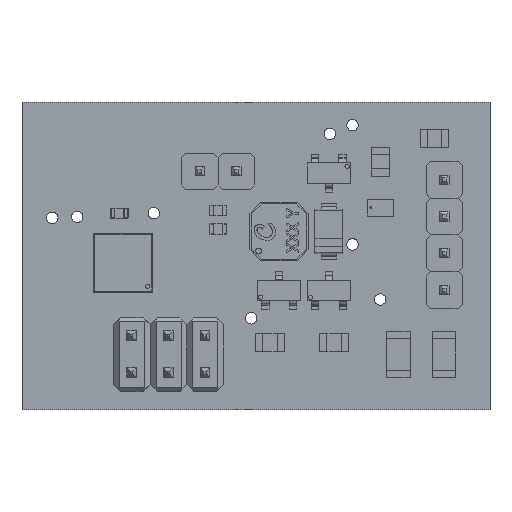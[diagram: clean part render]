
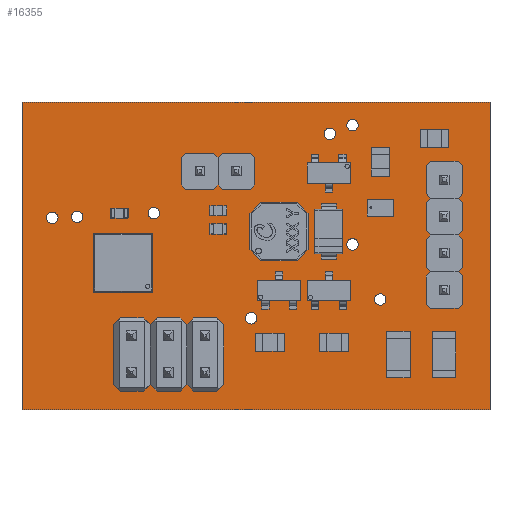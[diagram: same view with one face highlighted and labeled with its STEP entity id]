
A CAD part, top view. The second image highlights one B-rep face of the part: STEP entity #16355.
In plain terms, the highlighted planar face has unit normal (0, 0, 1).
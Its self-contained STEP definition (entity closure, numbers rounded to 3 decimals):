
#352=FACE_BOUND('',#2565,.T.);
#353=FACE_BOUND('',#2566,.T.);
#354=FACE_BOUND('',#2567,.T.);
#355=FACE_BOUND('',#2568,.T.);
#356=FACE_BOUND('',#2569,.T.);
#357=FACE_BOUND('',#2570,.T.);
#358=FACE_BOUND('',#2571,.T.);
#359=FACE_BOUND('',#2572,.T.);
#360=FACE_BOUND('',#2573,.T.);
#361=FACE_BOUND('',#2574,.T.);
#362=FACE_BOUND('',#2575,.T.);
#363=FACE_BOUND('',#2576,.T.);
#364=FACE_BOUND('',#2577,.T.);
#365=FACE_BOUND('',#2578,.T.);
#366=FACE_BOUND('',#2579,.T.);
#367=FACE_BOUND('',#2580,.T.);
#368=FACE_BOUND('',#2581,.T.);
#369=FACE_BOUND('',#2582,.T.);
#370=FACE_BOUND('',#2583,.T.);
#371=FACE_BOUND('',#2584,.T.);
#662=CIRCLE('',#17631,0.4);
#664=CIRCLE('',#17634,0.4);
#666=CIRCLE('',#17637,0.4);
#668=CIRCLE('',#17640,0.4);
#670=CIRCLE('',#17643,0.508);
#672=CIRCLE('',#17646,0.508);
#674=CIRCLE('',#17649,0.508);
#676=CIRCLE('',#17652,0.508);
#678=CIRCLE('',#17655,0.508);
#680=CIRCLE('',#17658,0.508);
#682=CIRCLE('',#17661,0.508);
#684=CIRCLE('',#17664,0.508);
#686=CIRCLE('',#17667,0.508);
#688=CIRCLE('',#17670,0.508);
#690=CIRCLE('',#17673,0.508);
#692=CIRCLE('',#17676,0.508);
#694=CIRCLE('',#17679,0.4);
#696=CIRCLE('',#17682,0.4);
#698=CIRCLE('',#17685,0.4);
#700=CIRCLE('',#17688,0.4);
#1650=FACE_OUTER_BOUND('',#2564,.T.);
#2564=EDGE_LOOP('',(#14258,#14259,#14260,#14261));
#2565=EDGE_LOOP('',(#14262));
#2566=EDGE_LOOP('',(#14263));
#2567=EDGE_LOOP('',(#14264));
#2568=EDGE_LOOP('',(#14265));
#2569=EDGE_LOOP('',(#14266));
#2570=EDGE_LOOP('',(#14267));
#2571=EDGE_LOOP('',(#14268));
#2572=EDGE_LOOP('',(#14269));
#2573=EDGE_LOOP('',(#14270));
#2574=EDGE_LOOP('',(#14271));
#2575=EDGE_LOOP('',(#14272));
#2576=EDGE_LOOP('',(#14273));
#2577=EDGE_LOOP('',(#14274));
#2578=EDGE_LOOP('',(#14275));
#2579=EDGE_LOOP('',(#14276));
#2580=EDGE_LOOP('',(#14277));
#2581=EDGE_LOOP('',(#14278));
#2582=EDGE_LOOP('',(#14279));
#2583=EDGE_LOOP('',(#14280));
#2584=EDGE_LOOP('',(#14281));
#4470=LINE('',#27952,#6344);
#4473=LINE('',#27958,#6347);
#4476=LINE('',#27964,#6350);
#4479=LINE('',#27968,#6353);
#6344=VECTOR('',#21784,10.);
#6347=VECTOR('',#21789,10.);
#6350=VECTOR('',#21794,10.);
#6353=VECTOR('',#21799,10.);
#7701=VERTEX_POINT('',#27828);
#7703=VERTEX_POINT('',#27834);
#7705=VERTEX_POINT('',#27840);
#7707=VERTEX_POINT('',#27846);
#7709=VERTEX_POINT('',#27852);
#7711=VERTEX_POINT('',#27858);
#7713=VERTEX_POINT('',#27864);
#7715=VERTEX_POINT('',#27870);
#7717=VERTEX_POINT('',#27876);
#7719=VERTEX_POINT('',#27882);
#7721=VERTEX_POINT('',#27888);
#7723=VERTEX_POINT('',#27894);
#7725=VERTEX_POINT('',#27900);
#7727=VERTEX_POINT('',#27906);
#7729=VERTEX_POINT('',#27912);
#7731=VERTEX_POINT('',#27918);
#7733=VERTEX_POINT('',#27924);
#7735=VERTEX_POINT('',#27930);
#7737=VERTEX_POINT('',#27936);
#7739=VERTEX_POINT('',#27942);
#7742=VERTEX_POINT('',#27949);
#7743=VERTEX_POINT('',#27951);
#7745=VERTEX_POINT('',#27957);
#7747=VERTEX_POINT('',#27963);
#9864=EDGE_CURVE('',#7701,#7701,#662,.T.);
#9867=EDGE_CURVE('',#7703,#7703,#664,.T.);
#9870=EDGE_CURVE('',#7705,#7705,#666,.T.);
#9873=EDGE_CURVE('',#7707,#7707,#668,.T.);
#9876=EDGE_CURVE('',#7709,#7709,#670,.T.);
#9879=EDGE_CURVE('',#7711,#7711,#672,.T.);
#9882=EDGE_CURVE('',#7713,#7713,#674,.T.);
#9885=EDGE_CURVE('',#7715,#7715,#676,.T.);
#9888=EDGE_CURVE('',#7717,#7717,#678,.T.);
#9891=EDGE_CURVE('',#7719,#7719,#680,.T.);
#9894=EDGE_CURVE('',#7721,#7721,#682,.T.);
#9897=EDGE_CURVE('',#7723,#7723,#684,.T.);
#9900=EDGE_CURVE('',#7725,#7725,#686,.T.);
#9903=EDGE_CURVE('',#7727,#7727,#688,.T.);
#9906=EDGE_CURVE('',#7729,#7729,#690,.T.);
#9909=EDGE_CURVE('',#7731,#7731,#692,.T.);
#9912=EDGE_CURVE('',#7733,#7733,#694,.T.);
#9915=EDGE_CURVE('',#7735,#7735,#696,.T.);
#9918=EDGE_CURVE('',#7737,#7737,#698,.T.);
#9921=EDGE_CURVE('',#7739,#7739,#700,.T.);
#9924=EDGE_CURVE('',#7743,#7742,#4470,.T.);
#9927=EDGE_CURVE('',#7745,#7743,#4473,.T.);
#9930=EDGE_CURVE('',#7747,#7745,#4476,.T.);
#9933=EDGE_CURVE('',#7742,#7747,#4479,.T.);
#14258=ORIENTED_EDGE('',*,*,#9933,.T.);
#14259=ORIENTED_EDGE('',*,*,#9930,.T.);
#14260=ORIENTED_EDGE('',*,*,#9927,.T.);
#14261=ORIENTED_EDGE('',*,*,#9924,.T.);
#14262=ORIENTED_EDGE('',*,*,#9864,.T.);
#14263=ORIENTED_EDGE('',*,*,#9867,.T.);
#14264=ORIENTED_EDGE('',*,*,#9870,.T.);
#14265=ORIENTED_EDGE('',*,*,#9873,.T.);
#14266=ORIENTED_EDGE('',*,*,#9876,.T.);
#14267=ORIENTED_EDGE('',*,*,#9879,.T.);
#14268=ORIENTED_EDGE('',*,*,#9882,.T.);
#14269=ORIENTED_EDGE('',*,*,#9885,.T.);
#14270=ORIENTED_EDGE('',*,*,#9888,.T.);
#14271=ORIENTED_EDGE('',*,*,#9891,.T.);
#14272=ORIENTED_EDGE('',*,*,#9894,.T.);
#14273=ORIENTED_EDGE('',*,*,#9897,.T.);
#14274=ORIENTED_EDGE('',*,*,#9900,.T.);
#14275=ORIENTED_EDGE('',*,*,#9903,.T.);
#14276=ORIENTED_EDGE('',*,*,#9906,.T.);
#14277=ORIENTED_EDGE('',*,*,#9909,.T.);
#14278=ORIENTED_EDGE('',*,*,#9912,.T.);
#14279=ORIENTED_EDGE('',*,*,#9915,.T.);
#14280=ORIENTED_EDGE('',*,*,#9918,.T.);
#14281=ORIENTED_EDGE('',*,*,#9921,.T.);
#15012=PLANE('',#17693);
#16355=ADVANCED_FACE('',(#1650,#352,#353,#354,#355,#356,#357,#358,#359,
#360,#361,#362,#363,#364,#365,#366,#367,#368,#369,#370,#371),#15012,.T.);
#17631=AXIS2_PLACEMENT_3D('',#27830,#21645,#21646);
#17634=AXIS2_PLACEMENT_3D('',#27836,#21652,#21653);
#17637=AXIS2_PLACEMENT_3D('',#27842,#21659,#21660);
#17640=AXIS2_PLACEMENT_3D('',#27848,#21666,#21667);
#17643=AXIS2_PLACEMENT_3D('',#27854,#21673,#21674);
#17646=AXIS2_PLACEMENT_3D('',#27860,#21680,#21681);
#17649=AXIS2_PLACEMENT_3D('',#27866,#21687,#21688);
#17652=AXIS2_PLACEMENT_3D('',#27872,#21694,#21695);
#17655=AXIS2_PLACEMENT_3D('',#27878,#21701,#21702);
#17658=AXIS2_PLACEMENT_3D('',#27884,#21708,#21709);
#17661=AXIS2_PLACEMENT_3D('',#27890,#21715,#21716);
#17664=AXIS2_PLACEMENT_3D('',#27896,#21722,#21723);
#17667=AXIS2_PLACEMENT_3D('',#27902,#21729,#21730);
#17670=AXIS2_PLACEMENT_3D('',#27908,#21736,#21737);
#17673=AXIS2_PLACEMENT_3D('',#27914,#21743,#21744);
#17676=AXIS2_PLACEMENT_3D('',#27920,#21750,#21751);
#17679=AXIS2_PLACEMENT_3D('',#27926,#21757,#21758);
#17682=AXIS2_PLACEMENT_3D('',#27932,#21764,#21765);
#17685=AXIS2_PLACEMENT_3D('',#27938,#21771,#21772);
#17688=AXIS2_PLACEMENT_3D('',#27944,#21778,#21779);
#17693=AXIS2_PLACEMENT_3D('',#27969,#21800,#21801);
#21645=DIRECTION('center_axis',(0.,0.,-1.));
#21646=DIRECTION('ref_axis',(1.,0.,0.));
#21652=DIRECTION('center_axis',(0.,0.,-1.));
#21653=DIRECTION('ref_axis',(1.,0.,0.));
#21659=DIRECTION('center_axis',(0.,0.,-1.));
#21660=DIRECTION('ref_axis',(1.,0.,0.));
#21666=DIRECTION('center_axis',(0.,0.,-1.));
#21667=DIRECTION('ref_axis',(1.,0.,0.));
#21673=DIRECTION('center_axis',(0.,0.,-1.));
#21674=DIRECTION('ref_axis',(1.,0.,0.));
#21680=DIRECTION('center_axis',(0.,0.,-1.));
#21681=DIRECTION('ref_axis',(1.,0.,0.));
#21687=DIRECTION('center_axis',(0.,0.,-1.));
#21688=DIRECTION('ref_axis',(1.,0.,0.));
#21694=DIRECTION('center_axis',(0.,0.,-1.));
#21695=DIRECTION('ref_axis',(1.,0.,0.));
#21701=DIRECTION('center_axis',(0.,0.,-1.));
#21702=DIRECTION('ref_axis',(1.,0.,0.));
#21708=DIRECTION('center_axis',(0.,0.,-1.));
#21709=DIRECTION('ref_axis',(1.,0.,0.));
#21715=DIRECTION('center_axis',(0.,0.,-1.));
#21716=DIRECTION('ref_axis',(1.,0.,0.));
#21722=DIRECTION('center_axis',(0.,0.,-1.));
#21723=DIRECTION('ref_axis',(1.,0.,0.));
#21729=DIRECTION('center_axis',(0.,0.,-1.));
#21730=DIRECTION('ref_axis',(1.,0.,0.));
#21736=DIRECTION('center_axis',(0.,0.,-1.));
#21737=DIRECTION('ref_axis',(1.,0.,0.));
#21743=DIRECTION('center_axis',(0.,0.,-1.));
#21744=DIRECTION('ref_axis',(1.,0.,0.));
#21750=DIRECTION('center_axis',(0.,0.,-1.));
#21751=DIRECTION('ref_axis',(1.,0.,0.));
#21757=DIRECTION('center_axis',(0.,0.,-1.));
#21758=DIRECTION('ref_axis',(1.,0.,0.));
#21764=DIRECTION('center_axis',(0.,0.,-1.));
#21765=DIRECTION('ref_axis',(1.,0.,0.));
#21771=DIRECTION('center_axis',(0.,0.,-1.));
#21772=DIRECTION('ref_axis',(1.,0.,0.));
#21778=DIRECTION('center_axis',(0.,0.,-1.));
#21779=DIRECTION('ref_axis',(1.,0.,0.));
#21784=DIRECTION('',(-1.,0.,0.));
#21789=DIRECTION('',(0.,1.,0.));
#21794=DIRECTION('',(1.,0.,0.));
#21799=DIRECTION('',(0.,-1.,0.));
#21800=DIRECTION('center_axis',(0.,0.,1.));
#21801=DIRECTION('ref_axis',(1.,0.,0.));
#27828=CARTESIAN_POINT('',(22.46,19.685,1.6));
#27830=CARTESIAN_POINT('Origin',(22.86,19.685,1.6));
#27834=CARTESIAN_POINT('',(3.41,13.335,1.6));
#27836=CARTESIAN_POINT('Origin',(3.81,13.335,1.6));
#27840=CARTESIAN_POINT('',(22.46,11.43,1.6));
#27842=CARTESIAN_POINT('Origin',(22.86,11.43,1.6));
#27846=CARTESIAN_POINT('',(8.719,13.589,1.6));
#27848=CARTESIAN_POINT('Origin',(9.119,13.589,1.6));
#27852=CARTESIAN_POINT('',(7.036,5.08,1.6));
#27854=CARTESIAN_POINT('Origin',(7.544,5.08,1.6));
#27858=CARTESIAN_POINT('',(9.576,5.08,1.6));
#27860=CARTESIAN_POINT('Origin',(10.084,5.08,1.6));
#27864=CARTESIAN_POINT('',(12.116,5.08,1.6));
#27866=CARTESIAN_POINT('Origin',(12.624,5.08,1.6));
#27870=CARTESIAN_POINT('',(28.702,13.335,1.6));
#27872=CARTESIAN_POINT('Origin',(29.21,13.335,1.6));
#27876=CARTESIAN_POINT('',(28.702,8.255,1.6));
#27878=CARTESIAN_POINT('Origin',(29.21,8.255,1.6));
#27882=CARTESIAN_POINT('',(11.786,16.485,1.6));
#27884=CARTESIAN_POINT('Origin',(12.294,16.485,1.6));
#27888=CARTESIAN_POINT('',(14.326,16.485,1.6));
#27890=CARTESIAN_POINT('Origin',(14.834,16.485,1.6));
#27894=CARTESIAN_POINT('',(28.702,10.795,1.6));
#27896=CARTESIAN_POINT('Origin',(29.21,10.795,1.6));
#27900=CARTESIAN_POINT('',(28.702,15.875,1.6));
#27902=CARTESIAN_POINT('Origin',(29.21,15.875,1.6));
#27906=CARTESIAN_POINT('',(12.116,2.54,1.6));
#27908=CARTESIAN_POINT('Origin',(12.624,2.54,1.6));
#27912=CARTESIAN_POINT('',(9.576,2.54,1.6));
#27914=CARTESIAN_POINT('Origin',(10.084,2.54,1.6));
#27918=CARTESIAN_POINT('',(7.036,2.54,1.6));
#27920=CARTESIAN_POINT('Origin',(7.544,2.54,1.6));
#27924=CARTESIAN_POINT('',(15.448,6.323,1.6));
#27926=CARTESIAN_POINT('Origin',(15.848,6.323,1.6));
#27930=CARTESIAN_POINT('',(24.365,7.62,1.6));
#27932=CARTESIAN_POINT('Origin',(24.765,7.62,1.6));
#27936=CARTESIAN_POINT('',(20.889,19.08,1.6));
#27938=CARTESIAN_POINT('Origin',(21.289,19.08,1.6));
#27942=CARTESIAN_POINT('',(1.692,13.268,1.6));
#27944=CARTESIAN_POINT('Origin',(2.092,13.268,1.6));
#27949=CARTESIAN_POINT('',(0.,21.26,1.6));
#27951=CARTESIAN_POINT('',(32.365,21.26,1.6));
#27952=CARTESIAN_POINT('',(32.365,21.26,1.6));
#27957=CARTESIAN_POINT('',(32.365,0.,1.6));
#27958=CARTESIAN_POINT('',(32.365,0.,1.6));
#27963=CARTESIAN_POINT('',(0.,0.,1.6));
#27964=CARTESIAN_POINT('',(0.,0.,1.6));
#27968=CARTESIAN_POINT('',(0.,21.26,1.6));
#27969=CARTESIAN_POINT('Origin',(16.183,10.63,1.6));
